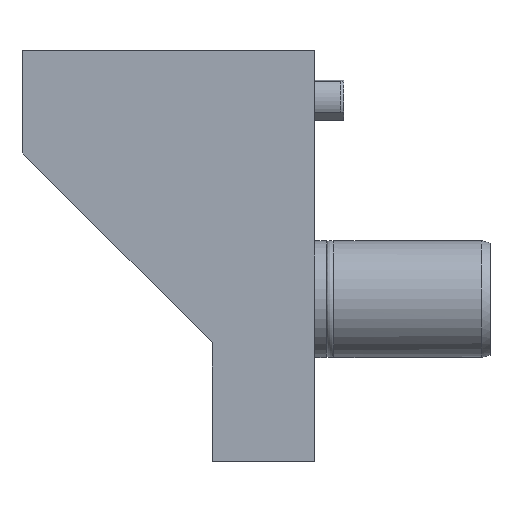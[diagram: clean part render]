
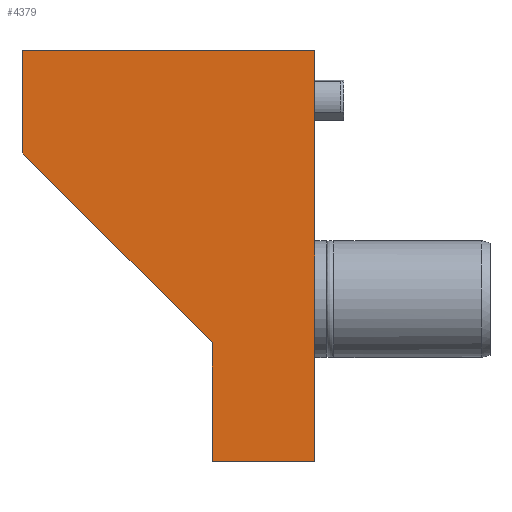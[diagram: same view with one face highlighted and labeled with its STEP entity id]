
A CAD part, front view. The second image highlights one B-rep face of the part: STEP entity #4379.
In plain terms, the highlighted planar face has unit normal (0, -1, 0).
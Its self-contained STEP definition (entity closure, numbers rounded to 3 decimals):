
#189=LINE('',#6489,#634);
#216=LINE('',#6563,#661);
#222=LINE('',#6575,#667);
#226=LINE('',#6581,#671);
#227=LINE('',#6583,#672);
#228=LINE('',#6585,#673);
#634=VECTOR('',#5219,1000.);
#661=VECTOR('',#5278,1000.);
#667=VECTOR('',#5288,1000.);
#671=VECTOR('',#5294,1000.);
#672=VECTOR('',#5295,1000.);
#673=VECTOR('',#5296,1000.);
#1061=PLANE('',#4699);
#1433=ORIENTED_EDGE('',*,*,#2596,.F.);
#1434=ORIENTED_EDGE('',*,*,#2602,.T.);
#1435=ORIENTED_EDGE('',*,*,#2606,.T.);
#1436=ORIENTED_EDGE('',*,*,#2607,.T.);
#1437=ORIENTED_EDGE('',*,*,#2608,.T.);
#1438=ORIENTED_EDGE('',*,*,#2560,.T.);
#2560=EDGE_CURVE('',#3170,#3169,#189,.F.);
#2596=EDGE_CURVE('',#3200,#3169,#216,.F.);
#2602=EDGE_CURVE('',#3200,#3204,#222,.T.);
#2606=EDGE_CURVE('',#3204,#3206,#226,.T.);
#2607=EDGE_CURVE('',#3206,#3207,#227,.T.);
#2608=EDGE_CURVE('',#3207,#3170,#228,.F.);
#3169=VERTEX_POINT('',#6488);
#3170=VERTEX_POINT('',#6490);
#3200=VERTEX_POINT('',#6562);
#3204=VERTEX_POINT('',#6574);
#3206=VERTEX_POINT('',#6582);
#3207=VERTEX_POINT('',#6584);
#3735=EDGE_LOOP('',(#1433,#1434,#1435,#1436,#1437,#1438));
#4064=FACE_BOUND('',#3735,.T.);
#4379=ADVANCED_FACE('',(#4064),#1061,.T.);
#4699=AXIS2_PLACEMENT_3D('',#6580,#5292,#5293);
#5219=DIRECTION('',(0.,0.,-1.));
#5278=DIRECTION('',(-1.,0.,0.));
#5288=DIRECTION('',(0.,0.,-1.));
#5292=DIRECTION('',(0.,-1.,0.));
#5293=DIRECTION('',(0.,0.,-1.));
#5294=DIRECTION('',(0.707,0.,-0.707));
#5295=DIRECTION('',(0.,0.,-1.));
#5296=DIRECTION('',(-1.,0.,0.));
#6488=CARTESIAN_POINT('',(0.,-38.,85.));
#6489=CARTESIAN_POINT('',(0.,-38.,-55.5));
#6490=CARTESIAN_POINT('',(0.,-38.,-55.5));
#6562=CARTESIAN_POINT('',(-100.,-38.,85.));
#6563=CARTESIAN_POINT('',(-100.,-38.,85.));
#6574=CARTESIAN_POINT('',(-100.,-38.,50.));
#6575=CARTESIAN_POINT('',(-100.,-38.,85.));
#6580=CARTESIAN_POINT('',(-100.,-38.,85.));
#6581=CARTESIAN_POINT('',(-100.,-38.,50.));
#6582=CARTESIAN_POINT('',(-35.,-38.,-15.));
#6583=CARTESIAN_POINT('',(-35.,-38.,-15.));
#6584=CARTESIAN_POINT('',(-35.,-38.,-55.5));
#6585=CARTESIAN_POINT('',(-100.,-38.,-55.5));
